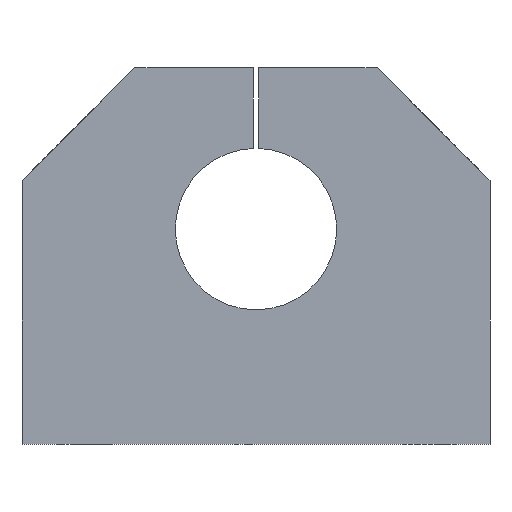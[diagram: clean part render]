
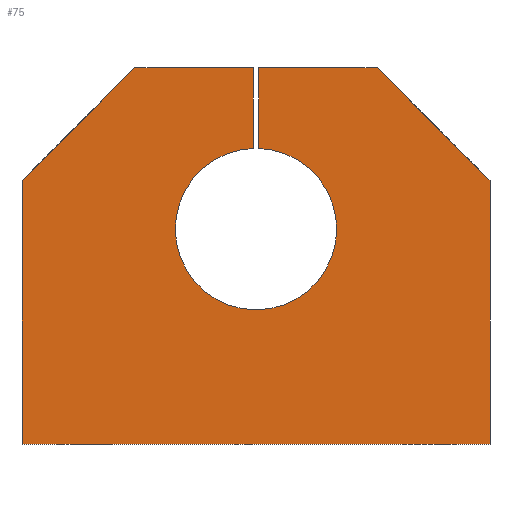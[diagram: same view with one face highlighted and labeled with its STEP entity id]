
A CAD part, front view. The second image highlights one B-rep face of the part: STEP entity #75.
In plain terms, the highlighted planar face has unit normal (0, -1, 0).
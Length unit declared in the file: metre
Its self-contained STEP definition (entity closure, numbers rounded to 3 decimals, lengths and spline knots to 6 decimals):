
#75 = ADVANCED_FACE( '', ( #166 ), #167, .F. );
#166 = FACE_OUTER_BOUND( '', #275, .T. );
#167 = PLANE( '', #276 );
#275 = EDGE_LOOP( '', ( #430, #431, #432, #433, #434, #435, #436, #437, #438, #439 ) );
#276 = AXIS2_PLACEMENT_3D( '', #440, #441, #442 );
#430 = ORIENTED_EDGE( '', *, *, #594, .T. );
#431 = ORIENTED_EDGE( '', *, *, #627, .F. );
#432 = ORIENTED_EDGE( '', *, *, #613, .F. );
#433 = ORIENTED_EDGE( '', *, *, #604, .F. );
#434 = ORIENTED_EDGE( '', *, *, #628, .F. );
#435 = ORIENTED_EDGE( '', *, *, #609, .F. );
#436 = ORIENTED_EDGE( '', *, *, #629, .F. );
#437 = ORIENTED_EDGE( '', *, *, #630, .F. );
#438 = ORIENTED_EDGE( '', *, *, #631, .T. );
#439 = ORIENTED_EDGE( '', *, *, #632, .T. );
#440 = CARTESIAN_POINT( '', ( -0.0435, -0.02, 0. ) );
#441 = DIRECTION( '', ( 0., 1., 0. ) );
#442 = DIRECTION( '', ( 0., 0., 1. ) );
#594 = EDGE_CURVE( '', #698, #696, #699, .T. );
#604 = EDGE_CURVE( '', #713, #715, #716, .T. );
#609 = EDGE_CURVE( '', #722, #724, #725, .T. );
#613 = EDGE_CURVE( '', #715, #730, #731, .T. );
#627 = EDGE_CURVE( '', #730, #696, #751, .T. );
#628 = EDGE_CURVE( '', #724, #713, #752, .T. );
#629 = EDGE_CURVE( '', #753, #722, #754, .T. );
#630 = EDGE_CURVE( '', #755, #753, #756, .T. );
#631 = EDGE_CURVE( '', #755, #757, #758, .T. );
#632 = EDGE_CURVE( '', #757, #698, #759, .T. );
#696 = VERTEX_POINT( '', #918 );
#698 = VERTEX_POINT( '', #921 );
#699 = LINE( '', #922, #923 );
#713 = VERTEX_POINT( '', #943 );
#715 = VERTEX_POINT( '', #946 );
#716 = LINE( '', #947, #948 );
#722 = VERTEX_POINT( '', #956 );
#724 = VERTEX_POINT( '', #959 );
#725 = LINE( '', #960, #961 );
#730 = VERTEX_POINT( '', #968 );
#731 = LINE( '', #969, #970 );
#751 = LINE( '', #996, #997 );
#752 = LINE( '', #998, #999 );
#753 = VERTEX_POINT( '', #1000 );
#754 = LINE( '', #1001, #1002 );
#755 = VERTEX_POINT( '', #1003 );
#756 = LINE( '', #1004, #1005 );
#757 = VERTEX_POINT( '', #1006 );
#758 = LINE( '', #1007, #1008 );
#759 = CIRCLE( '', #1009, 0.015 );
#918 = CARTESIAN_POINT( '', ( -0.0005, -0.02, 0.07 ) );
#921 = CARTESIAN_POINT( '', ( -0.0005, -0.02, 0.054992 ) );
#922 = CARTESIAN_POINT( '', ( -0.0005, -0.02, 0.04 ) );
#923 = VECTOR( '', #1078, 1. );
#943 = CARTESIAN_POINT( '', ( -0.0435, -0.02, 0. ) );
#946 = CARTESIAN_POINT( '', ( -0.0435, -0.02, 0.049 ) );
#947 = CARTESIAN_POINT( '', ( -0.0435, -0.02, 0. ) );
#948 = VECTOR( '', #1086, 1. );
#956 = CARTESIAN_POINT( '', ( 0.0435, -0.02, 0.049 ) );
#959 = CARTESIAN_POINT( '', ( 0.0435, -0.02, 0. ) );
#960 = CARTESIAN_POINT( '', ( 0.0435, -0.02, 0.049 ) );
#961 = VECTOR( '', #1090, 1. );
#968 = CARTESIAN_POINT( '', ( -0.0225, -0.02, 0.07 ) );
#969 = CARTESIAN_POINT( '', ( -0.0435, -0.02, 0.049 ) );
#970 = VECTOR( '', #1093, 1. );
#996 = CARTESIAN_POINT( '', ( -0.0225, -0.02, 0.07 ) );
#997 = VECTOR( '', #1112, 1. );
#998 = CARTESIAN_POINT( '', ( 0.0435, -0.02, 0. ) );
#999 = VECTOR( '', #1113, 1. );
#1000 = CARTESIAN_POINT( '', ( 0.0225, -0.02, 0.07 ) );
#1001 = CARTESIAN_POINT( '', ( 0.0225, -0.02, 0.07 ) );
#1002 = VECTOR( '', #1114, 1. );
#1003 = CARTESIAN_POINT( '', ( 0.0005, -0.02, 0.07 ) );
#1004 = CARTESIAN_POINT( '', ( -0.0225, -0.02, 0.07 ) );
#1005 = VECTOR( '', #1115, 1. );
#1006 = CARTESIAN_POINT( '', ( 0.0005, -0.02, 0.054992 ) );
#1007 = CARTESIAN_POINT( '', ( 0.0005, -0.02, 0.07 ) );
#1008 = VECTOR( '', #1116, 1. );
#1009 = AXIS2_PLACEMENT_3D( '', #1117, #1118, #1119 );
#1078 = DIRECTION( '', ( 0., 0., 1. ) );
#1086 = DIRECTION( '', ( 0., 0., 1. ) );
#1090 = DIRECTION( '', ( 0., 0., -1. ) );
#1093 = DIRECTION( '', ( 0.707, 0., 0.707 ) );
#1112 = DIRECTION( '', ( 1., 0., 0. ) );
#1113 = DIRECTION( '', ( -1., 0., 0. ) );
#1114 = DIRECTION( '', ( 0.707, 0., -0.707 ) );
#1115 = DIRECTION( '', ( 1., 0., 0. ) );
#1116 = DIRECTION( '', ( 0., 0., -1. ) );
#1117 = CARTESIAN_POINT( '', ( 0., -0.02, 0.04 ) );
#1118 = DIRECTION( '', ( 0., 1., 0. ) );
#1119 = DIRECTION( '', ( 1., 0., 0. ) );
